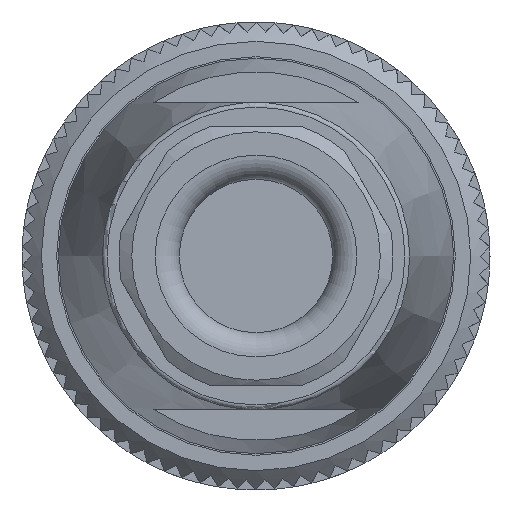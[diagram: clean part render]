
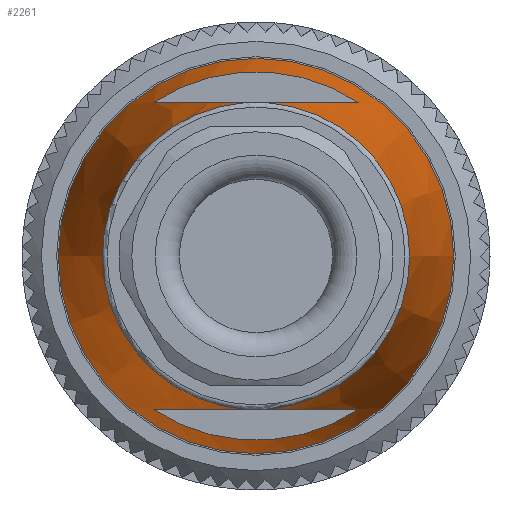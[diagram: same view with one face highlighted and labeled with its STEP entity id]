
A CAD part, left-side view. The second image highlights one B-rep face of the part: STEP entity #2261.
In plain terms, the highlighted conical face has half-angle 10 degrees and reference radius 12.25 mm.
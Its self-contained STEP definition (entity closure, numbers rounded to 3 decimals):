
#128=CONICAL_SURFACE('',#6245,12.25,10.);
#663=B_SPLINE_CURVE_WITH_KNOTS('',3,(#10183,#10184,#10185,#10186,#10187,
#10188,#10189,#10190,#10191,#10192),.UNSPECIFIED.,.F.,.F.,(4,2,2,2,4),(0.,
0.5,0.75,0.875,1.),.UNSPECIFIED.);
#665=B_SPLINE_CURVE_WITH_KNOTS('',3,(#10208,#10209,#10210,#10211,#10212,
#10213,#10214,#10215,#10216,#10217),.UNSPECIFIED.,.F.,.F.,(4,2,2,2,4),(0.,
0.125,0.25,0.5,1.),.UNSPECIFIED.);
#667=B_SPLINE_CURVE_WITH_KNOTS('',3,(#10242,#10243,#10244,#10245,#10246,
#10247,#10248,#10249,#10250,#10251),.UNSPECIFIED.,.F.,.F.,(4,2,2,2,4),(0.,
0.5,0.75,0.875,1.),.UNSPECIFIED.);
#668=B_SPLINE_CURVE_WITH_KNOTS('',3,(#10252,#10253,#10254,#10255,#10256,
#10257,#10258,#10259,#10260,#10261),.UNSPECIFIED.,.F.,.F.,(4,2,2,2,4),(0.,
0.125,0.25,0.5,1.),.UNSPECIFIED.);
#2261=ADVANCED_FACE('',(#2390,#2391),#128,.T.);
#2390=FACE_BOUND('',#2767,.T.);
#2391=FACE_BOUND('',#2768,.T.);
#2767=EDGE_LOOP('',(#4398,#4399,#4400,#4401,#4402,#4403,#4404,#4405));
#2768=EDGE_LOOP('',(#4406));
#4398=ORIENTED_EDGE('',*,*,#5785,.F.);
#4399=ORIENTED_EDGE('',*,*,#5783,.F.);
#4400=ORIENTED_EDGE('',*,*,#5786,.F.);
#4401=ORIENTED_EDGE('',*,*,#5782,.T.);
#4402=ORIENTED_EDGE('',*,*,#5777,.F.);
#4403=ORIENTED_EDGE('',*,*,#5775,.F.);
#4404=ORIENTED_EDGE('',*,*,#5779,.F.);
#4405=ORIENTED_EDGE('',*,*,#5781,.T.);
#4406=ORIENTED_EDGE('',*,*,#5787,.F.);
#4960=VERTEX_POINT('',#10179);
#4961=VERTEX_POINT('',#10180);
#4962=VERTEX_POINT('',#10193);
#4963=VERTEX_POINT('',#10207);
#4964=VERTEX_POINT('',#10232);
#4965=VERTEX_POINT('',#10233);
#4966=VERTEX_POINT('',#10238);
#4967=VERTEX_POINT('',#10239);
#4968=VERTEX_POINT('',#10264);
#5775=EDGE_CURVE('',#4960,#4961,#5865,.T.);
#5777=EDGE_CURVE('',#4961,#4962,#663,.T.);
#5779=EDGE_CURVE('',#4963,#4960,#665,.T.);
#5781=EDGE_CURVE('',#4963,#4964,#5866,.T.);
#5782=EDGE_CURVE('',#4965,#4962,#5867,.T.);
#5783=EDGE_CURVE('',#4966,#4967,#5868,.T.);
#5785=EDGE_CURVE('',#4967,#4964,#667,.T.);
#5786=EDGE_CURVE('',#4965,#4966,#668,.T.);
#5787=EDGE_CURVE('',#4968,#4968,#5869,.T.);
#5865=CIRCLE('',#6235,11.421);
#5866=CIRCLE('',#6238,9.525);
#5867=CIRCLE('',#6239,9.525);
#5868=CIRCLE('',#6241,11.421);
#5869=CIRCLE('',#6244,12.25);
#6235=AXIS2_PLACEMENT_3D('',#10178,#7497,#7498);
#6238=AXIS2_PLACEMENT_3D('',#10234,#7504,#7505);
#6239=AXIS2_PLACEMENT_3D('',#10235,#7506,#7507);
#6241=AXIS2_PLACEMENT_3D('',#10237,#7510,#7511);
#6244=AXIS2_PLACEMENT_3D('',#10263,#7517,#7518);
#6245=AXIS2_PLACEMENT_3D('',#10265,#7519,#7520);
#7497=DIRECTION('',(-1.,0.,0.));
#7498=DIRECTION('',(0.,-1.,0.));
#7504=DIRECTION('',(1.,0.,0.));
#7505=DIRECTION('',(0.,1.,0.));
#7506=DIRECTION('',(1.,0.,0.));
#7507=DIRECTION('',(0.,1.,0.));
#7510=DIRECTION('',(-1.,0.,0.));
#7511=DIRECTION('',(0.,-1.,0.));
#7517=DIRECTION('',(1.,0.,0.));
#7518=DIRECTION('',(0.,1.,0.));
#7519=DIRECTION('',(1.,0.,0.));
#7520=DIRECTION('',(0.,-1.,0.));
#10178=CARTESIAN_POINT('',(-24.597,-0.042,0.179));
#10179=CARTESIAN_POINT('',(-24.597,6.298,-9.321));
#10180=CARTESIAN_POINT('',(-24.597,-6.382,-9.321));
#10183=CARTESIAN_POINT('',(-24.597,-6.382,-9.321));
#10184=CARTESIAN_POINT('',(-26.548,-5.762,-9.321));
#10185=CARTESIAN_POINT('',(-28.486,-5.097,-9.321));
#10186=CARTESIAN_POINT('',(-31.323,-3.869,-9.321));
#10187=CARTESIAN_POINT('',(-32.265,-3.419,-9.321));
#10188=CARTESIAN_POINT('',(-33.585,-2.606,-9.321));
#10189=CARTESIAN_POINT('',(-34.01,-2.312,-9.321));
#10190=CARTESIAN_POINT('',(-34.792,-1.616,-9.321));
#10191=CARTESIAN_POINT('',(-35.15,-1.218,-9.321));
#10192=CARTESIAN_POINT('',(-35.349,-0.736,-9.321));
#10193=CARTESIAN_POINT('',(-35.349,-0.736,-9.321));
#10207=CARTESIAN_POINT('',(-35.349,0.653,-9.321));
#10208=CARTESIAN_POINT('',(-35.349,0.653,-9.321));
#10209=CARTESIAN_POINT('',(-35.148,1.138,-9.321));
#10210=CARTESIAN_POINT('',(-34.787,1.538,-9.321));
#10211=CARTESIAN_POINT('',(-34.013,2.225,-9.321));
#10212=CARTESIAN_POINT('',(-33.589,2.519,-9.321));
#10213=CARTESIAN_POINT('',(-32.266,3.336,-9.321));
#10214=CARTESIAN_POINT('',(-31.331,3.782,-9.321));
#10215=CARTESIAN_POINT('',(-28.503,5.008,-9.321));
#10216=CARTESIAN_POINT('',(-26.558,5.675,-9.321));
#10217=CARTESIAN_POINT('',(-24.597,6.298,-9.321));
#10232=CARTESIAN_POINT('',(-35.349,0.653,9.679));
#10233=CARTESIAN_POINT('',(-35.349,-0.736,9.679));
#10234=CARTESIAN_POINT('',(-35.349,-0.042,0.179));
#10235=CARTESIAN_POINT('',(-35.349,-0.042,0.179));
#10237=CARTESIAN_POINT('',(-24.597,-0.042,0.179));
#10238=CARTESIAN_POINT('',(-24.597,-6.382,9.679));
#10239=CARTESIAN_POINT('',(-24.597,6.298,9.679));
#10242=CARTESIAN_POINT('',(-24.597,6.298,9.679));
#10243=CARTESIAN_POINT('',(-26.548,5.679,9.679));
#10244=CARTESIAN_POINT('',(-28.486,5.014,9.679));
#10245=CARTESIAN_POINT('',(-31.323,3.786,9.679));
#10246=CARTESIAN_POINT('',(-32.265,3.336,9.679));
#10247=CARTESIAN_POINT('',(-33.585,2.523,9.679));
#10248=CARTESIAN_POINT('',(-34.01,2.229,9.679));
#10249=CARTESIAN_POINT('',(-34.792,1.533,9.679));
#10250=CARTESIAN_POINT('',(-35.15,1.135,9.679));
#10251=CARTESIAN_POINT('',(-35.349,0.653,9.679));
#10252=CARTESIAN_POINT('',(-35.349,-0.736,9.679));
#10253=CARTESIAN_POINT('',(-35.148,-1.221,9.679));
#10254=CARTESIAN_POINT('',(-34.787,-1.621,9.679));
#10255=CARTESIAN_POINT('',(-34.013,-2.308,9.679));
#10256=CARTESIAN_POINT('',(-33.589,-2.603,9.679));
#10257=CARTESIAN_POINT('',(-32.266,-3.419,9.679));
#10258=CARTESIAN_POINT('',(-31.331,-3.865,9.679));
#10259=CARTESIAN_POINT('',(-28.503,-5.091,9.679));
#10260=CARTESIAN_POINT('',(-26.558,-5.759,9.679));
#10261=CARTESIAN_POINT('',(-24.597,-6.382,9.679));
#10263=CARTESIAN_POINT('',(-19.897,-0.042,0.179));
#10264=CARTESIAN_POINT('',(-19.897,12.208,0.179));
#10265=CARTESIAN_POINT('',(-19.897,-0.042,0.179));
